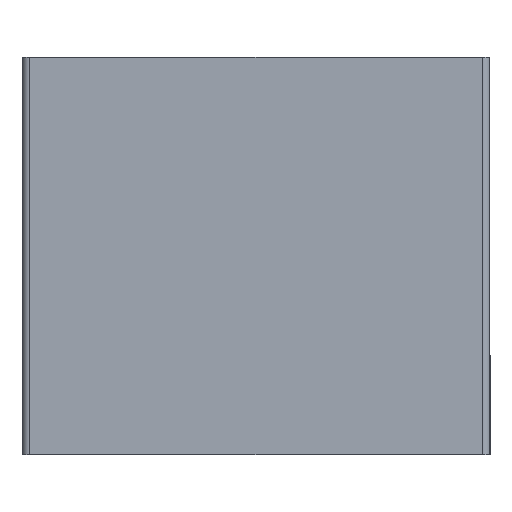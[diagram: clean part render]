
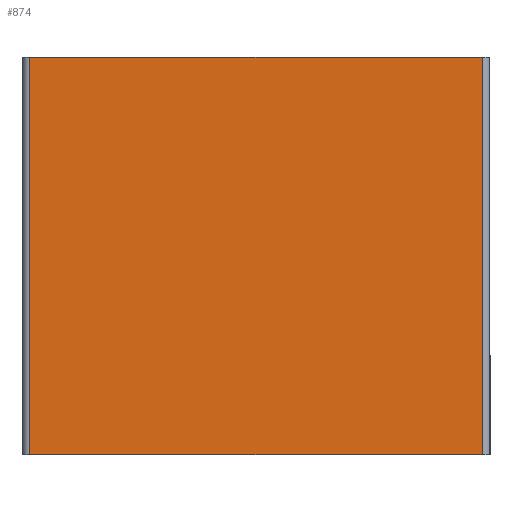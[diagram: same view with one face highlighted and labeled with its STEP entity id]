
A CAD part, left-side view. The second image highlights one B-rep face of the part: STEP entity #874.
In plain terms, the highlighted planar face has unit normal (-1, 0, 0).
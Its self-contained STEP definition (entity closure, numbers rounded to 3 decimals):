
#20 = CARTESIAN_POINT ( 'NONE',  ( -50., -29., -1. ) ) ;
#108 = EDGE_CURVE ( 'NONE', #501, #279, #595, .T. ) ;
#117 = FACE_OUTER_BOUND ( 'NONE', #717, .T. ) ;
#120 = VECTOR ( 'NONE', #357, 1000. ) ;
#122 = PLANE ( 'NONE',  #537 ) ;
#139 = DIRECTION ( 'NONE',  ( -1., 0., 0. ) ) ;
#143 = VECTOR ( 'NONE', #166, 1000. ) ;
#166 = DIRECTION ( 'NONE',  ( 0., 1., 0. ) ) ;
#175 = CARTESIAN_POINT ( 'NONE',  ( -50., 29., 0. ) ) ;
#208 = CARTESIAN_POINT ( 'NONE',  ( -50., -29., -51. ) ) ;
#219 = ORIENTED_EDGE ( 'NONE', *, *, #318, .T. ) ;
#275 = DIRECTION ( 'NONE',  ( 0., 0., 1. ) ) ;
#279 = VERTEX_POINT ( 'NONE', #705 ) ;
#318 = EDGE_CURVE ( 'NONE', #763, #279, #766, .T. ) ;
#324 = LINE ( 'NONE', #542, #143 ) ;
#334 = VECTOR ( 'NONE', #543, 1000. ) ;
#347 = VECTOR ( 'NONE', #565, 1000. ) ;
#348 = ORIENTED_EDGE ( 'NONE', *, *, #437, .F. ) ;
#357 = DIRECTION ( 'NONE',  ( 0., -1., 0. ) ) ;
#437 = EDGE_CURVE ( 'NONE', #763, #642, #324, .T. ) ;
#501 = VERTEX_POINT ( 'NONE', #175 ) ;
#510 = CARTESIAN_POINT ( 'NONE',  ( -50., -30., -1. ) ) ;
#531 = ORIENTED_EDGE ( 'NONE', *, *, #563, .T. ) ;
#537 = AXIS2_PLACEMENT_3D ( 'NONE', #510, #139, #275 ) ;
#542 = CARTESIAN_POINT ( 'NONE',  ( -50., -30., -51. ) ) ;
#543 = DIRECTION ( 'NONE',  ( 0., 0., 1. ) ) ;
#560 = LINE ( 'NONE', #871, #347 ) ;
#563 = EDGE_CURVE ( 'NONE', #501, #642, #560, .T. ) ;
#565 = DIRECTION ( 'NONE',  ( 0., 0., -1. ) ) ;
#595 = LINE ( 'NONE', #723, #120 ) ;
#600 = ORIENTED_EDGE ( 'NONE', *, *, #108, .F. ) ;
#642 = VERTEX_POINT ( 'NONE', #953 ) ;
#705 = CARTESIAN_POINT ( 'NONE',  ( -50., -29., 0. ) ) ;
#717 = EDGE_LOOP ( 'NONE', ( #600, #531, #348, #219 ) ) ;
#723 = CARTESIAN_POINT ( 'NONE',  ( -50., -30., 0. ) ) ;
#763 = VERTEX_POINT ( 'NONE', #208 ) ;
#766 = LINE ( 'NONE', #20, #334 ) ;
#871 = CARTESIAN_POINT ( 'NONE',  ( -50., 29., -1. ) ) ;
#874 = ADVANCED_FACE ( 'NONE', ( #117 ), #122, .T. ) ;
#953 = CARTESIAN_POINT ( 'NONE',  ( -50., 29., -51. ) ) ;
